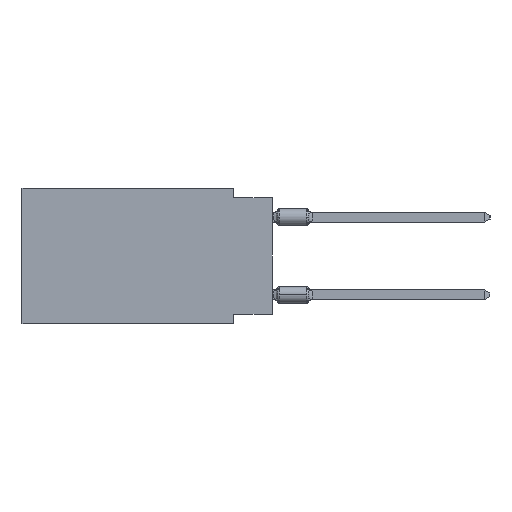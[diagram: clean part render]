
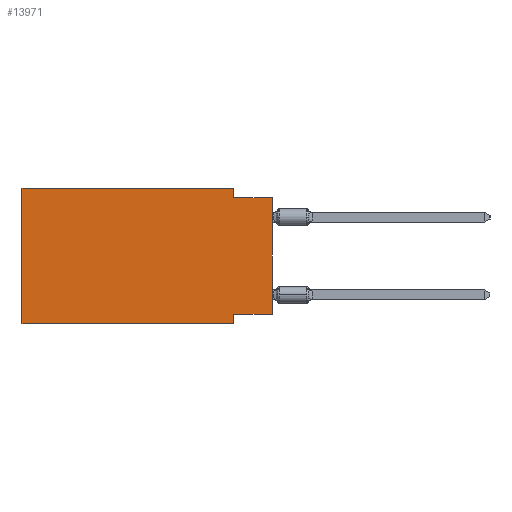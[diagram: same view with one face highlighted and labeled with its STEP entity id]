
A CAD part, left-side view. The second image highlights one B-rep face of the part: STEP entity #13971.
In plain terms, the highlighted planar face has unit normal (-1, 0, 0).
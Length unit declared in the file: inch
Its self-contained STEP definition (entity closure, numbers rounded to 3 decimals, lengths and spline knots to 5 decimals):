
#963 = ORIENTED_EDGE ( 'NONE', *, *, #28521, .F. ) ;
#1026 = DIRECTION ( 'NONE',  ( 1., 0., 0. ) ) ;
#1188 = DIRECTION ( 'NONE',  ( 0., 0., -1. ) ) ;
#3409 = VERTEX_POINT ( 'NONE', #49530 ) ;
#5649 = VERTEX_POINT ( 'NONE', #6717 ) ;
#6717 = CARTESIAN_POINT ( 'NONE',  ( 0., 0.1, 0. ) ) ;
#8525 = VECTOR ( 'NONE', #54095, 39.37008 ) ;
#10069 = DIRECTION ( 'NONE',  ( 0., 0., -1. ) ) ;
#10832 = VECTOR ( 'NONE', #50045, 39.37008 ) ;
#11912 = CARTESIAN_POINT ( 'NONE',  ( 0., 0.1, -0.025 ) ) ;
#12413 = DIRECTION ( 'NONE',  ( 0., 0., 1. ) ) ;
#13368 = VECTOR ( 'NONE', #14897, 39.37008 ) ;
#13829 = CARTESIAN_POINT ( 'NONE',  ( 0., 0.1, -0.325 ) ) ;
#13971 = ADVANCED_FACE ( 'NONE', ( #54220 ), #30601, .F. ) ;
#14897 = DIRECTION ( 'NONE',  ( 0., -1., 0. ) ) ;
#15668 = ORIENTED_EDGE ( 'NONE', *, *, #35458, .T. ) ;
#16315 = CARTESIAN_POINT ( 'NONE',  ( 0., 0.645, 0. ) ) ;
#16337 = CARTESIAN_POINT ( 'NONE',  ( 0., 0., -0.025 ) ) ;
#16968 = CARTESIAN_POINT ( 'NONE',  ( 0., 0.645, 0. ) ) ;
#17994 = EDGE_CURVE ( 'NONE', #23438, #51079, #19170, .T. ) ;
#19170 = LINE ( 'NONE', #51855, #49717 ) ;
#19256 = LINE ( 'NONE', #20347, #8525 ) ;
#20347 = CARTESIAN_POINT ( 'NONE',  ( 0., 0.645, -0.35 ) ) ;
#20536 = ORIENTED_EDGE ( 'NONE', *, *, #45437, .F. ) ;
#23009 = ORIENTED_EDGE ( 'NONE', *, *, #29035, .F. ) ;
#23438 = VERTEX_POINT ( 'NONE', #13829 ) ;
#25091 = VERTEX_POINT ( 'NONE', #43589 ) ;
#25144 = CARTESIAN_POINT ( 'NONE',  ( 0., 0., -0.325 ) ) ;
#27355 = CARTESIAN_POINT ( 'NONE',  ( 0., 0., -0.025 ) ) ;
#27541 = ORIENTED_EDGE ( 'NONE', *, *, #34577, .F. ) ;
#27686 = VECTOR ( 'NONE', #12413, 39.37008 ) ;
#27874 = CARTESIAN_POINT ( 'NONE',  ( 0., 0., 0. ) ) ;
#28142 = DIRECTION ( 'NONE',  ( 0., 0., 1. ) ) ;
#28521 = EDGE_CURVE ( 'NONE', #47571, #47584, #48381, .T. ) ;
#29035 = EDGE_CURVE ( 'NONE', #45403, #5649, #52853, .T. ) ;
#30601 = PLANE ( 'NONE',  #31365 ) ;
#30697 = VECTOR ( 'NONE', #36520, 39.37008 ) ;
#31282 = ORIENTED_EDGE ( 'NONE', *, *, #33216, .F. ) ;
#31365 = AXIS2_PLACEMENT_3D ( 'NONE', #16315, #1026, #50075 ) ;
#33216 = EDGE_CURVE ( 'NONE', #3409, #23438, #46727, .T. ) ;
#34577 = EDGE_CURVE ( 'NONE', #25091, #45403, #42310, .T. ) ;
#35458 = EDGE_CURVE ( 'NONE', #3409, #47584, #40873, .T. ) ;
#35929 = EDGE_LOOP ( 'NONE', ( #15668, #963, #20536, #23009, #27541, #49114, #43207, #31282 ) ) ;
#36520 = DIRECTION ( 'NONE',  ( 0., -1., 0. ) ) ;
#38451 = CARTESIAN_POINT ( 'NONE',  ( 0., 0.1, -0.35 ) ) ;
#40873 = LINE ( 'NONE', #27874, #42821 ) ;
#42310 = LINE ( 'NONE', #50893, #27686 ) ;
#42821 = VECTOR ( 'NONE', #28142, 39.37008 ) ;
#43207 = ORIENTED_EDGE ( 'NONE', *, *, #17994, .F. ) ;
#43236 = LINE ( 'NONE', #46846, #46576 ) ;
#43589 = CARTESIAN_POINT ( 'NONE',  ( 0., 0.645, -0.35 ) ) ;
#44825 = CARTESIAN_POINT ( 'NONE',  ( 0., 0.645, 0. ) ) ;
#45403 = VERTEX_POINT ( 'NONE', #16968 ) ;
#45437 = EDGE_CURVE ( 'NONE', #5649, #47571, #43236, .T. ) ;
#46576 = VECTOR ( 'NONE', #1188, 39.37008 ) ;
#46727 = LINE ( 'NONE', #25144, #10832 ) ;
#46846 = CARTESIAN_POINT ( 'NONE',  ( 0., 0.1, 0. ) ) ;
#47571 = VERTEX_POINT ( 'NONE', #11912 ) ;
#47584 = VERTEX_POINT ( 'NONE', #16337 ) ;
#48381 = LINE ( 'NONE', #27355, #13368 ) ;
#49114 = ORIENTED_EDGE ( 'NONE', *, *, #51649, .T. ) ;
#49530 = CARTESIAN_POINT ( 'NONE',  ( 0., 0., -0.325 ) ) ;
#49717 = VECTOR ( 'NONE', #10069, 39.37008 ) ;
#50045 = DIRECTION ( 'NONE',  ( 0., 1., 0. ) ) ;
#50075 = DIRECTION ( 'NONE',  ( 0., 0., -1. ) ) ;
#50893 = CARTESIAN_POINT ( 'NONE',  ( 0., 0.645, 0. ) ) ;
#51079 = VERTEX_POINT ( 'NONE', #38451 ) ;
#51649 = EDGE_CURVE ( 'NONE', #25091, #51079, #19256, .T. ) ;
#51855 = CARTESIAN_POINT ( 'NONE',  ( 0., 0.1, -0.35 ) ) ;
#52853 = LINE ( 'NONE', #44825, #30697 ) ;
#54095 = DIRECTION ( 'NONE',  ( 0., -1., 0. ) ) ;
#54220 = FACE_OUTER_BOUND ( 'NONE', #35929, .T. ) ;
